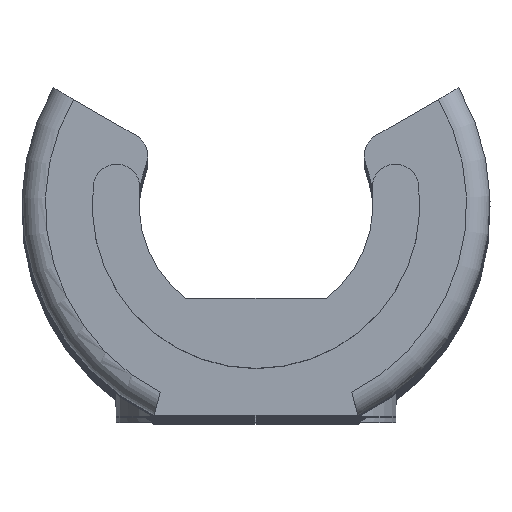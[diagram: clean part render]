
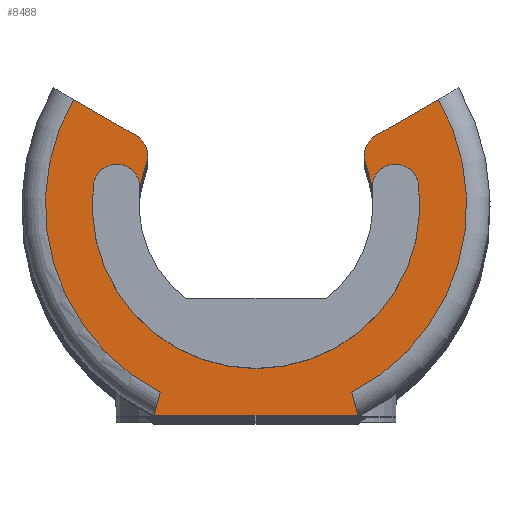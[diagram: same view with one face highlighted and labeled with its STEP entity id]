
A CAD part, top view. The second image highlights one B-rep face of the part: STEP entity #8488.
In plain terms, the highlighted planar face has unit normal (0, 0, 1).
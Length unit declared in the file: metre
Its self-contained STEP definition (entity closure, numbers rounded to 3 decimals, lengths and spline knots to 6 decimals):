
#232=PLANE('',#9387);
#594=FACE_OUTER_BOUND('',#1069,.T.);
#1069=EDGE_LOOP('',(#7015,#7016,#7017,#7018,#7019,#7020,#7021,#7022,#7023,
#7024,#7025,#7026,#7027,#7028));
#1768=LINE('',#14911,#2364);
#1771=LINE('',#14928,#2367);
#1781=LINE('',#14987,#2377);
#1785=LINE('',#14994,#2381);
#1787=LINE('',#15002,#2383);
#2364=VECTOR('',#11507,1.);
#2367=VECTOR('',#11512,1.);
#2377=VECTOR('',#11552,1.);
#2381=VECTOR('',#11558,1.);
#2383=VECTOR('',#11566,1.);
#2621=CIRCLE('',#8740,0.005);
#2656=CIRCLE('',#8810,0.005);
#2963=CIRCLE('',#9366,0.001);
#2965=CIRCLE('',#9369,0.001);
#2968=CIRCLE('',#9373,0.001);
#2970=CIRCLE('',#9376,0.001);
#2977=CIRCLE('',#9388,0.007);
#2978=CIRCLE('',#9389,0.009);
#2979=CIRCLE('',#9390,0.009);
#3277=VERTEX_POINT('',#12765);
#3278=VERTEX_POINT('',#12767);
#3365=VERTEX_POINT('',#13137);
#3366=VERTEX_POINT('',#13139);
#3775=VERTEX_POINT('',#14898);
#3777=VERTEX_POINT('',#14910);
#3779=VERTEX_POINT('',#14915);
#3780=VERTEX_POINT('',#14926);
#3787=VERTEX_POINT('',#14962);
#3789=VERTEX_POINT('',#14968);
#3792=VERTEX_POINT('',#14976);
#3794=VERTEX_POINT('',#14982);
#3796=VERTEX_POINT('',#14993);
#3799=VERTEX_POINT('',#15001);
#4136=EDGE_CURVE('',#3277,#3278,#2621,.F.);
#4243=EDGE_CURVE('',#3365,#3366,#2656,.F.);
#4898=EDGE_CURVE('',#3775,#3777,#1768,.T.);
#4902=EDGE_CURVE('',#3780,#3779,#1771,.T.);
#4909=EDGE_CURVE('',#3277,#3787,#2963,.F.);
#4912=EDGE_CURVE('',#3789,#3366,#2965,.F.);
#4916=EDGE_CURVE('',#3792,#3278,#2968,.T.);
#4920=EDGE_CURVE('',#3365,#3794,#2970,.T.);
#4922=EDGE_CURVE('',#3777,#3780,#1781,.T.);
#4926=EDGE_CURVE('',#3796,#3789,#1785,.T.);
#4930=EDGE_CURVE('',#3799,#3787,#1787,.T.);
#4937=EDGE_CURVE('',#3792,#3794,#2977,.T.);
#4938=EDGE_CURVE('',#3799,#3779,#2978,.F.);
#4939=EDGE_CURVE('',#3775,#3796,#2979,.F.);
#7015=ORIENTED_EDGE('',*,*,#4920,.T.);
#7016=ORIENTED_EDGE('',*,*,#4937,.F.);
#7017=ORIENTED_EDGE('',*,*,#4916,.T.);
#7018=ORIENTED_EDGE('',*,*,#4136,.F.);
#7019=ORIENTED_EDGE('',*,*,#4909,.T.);
#7020=ORIENTED_EDGE('',*,*,#4930,.F.);
#7021=ORIENTED_EDGE('',*,*,#4938,.T.);
#7022=ORIENTED_EDGE('',*,*,#4902,.F.);
#7023=ORIENTED_EDGE('',*,*,#4922,.F.);
#7024=ORIENTED_EDGE('',*,*,#4898,.F.);
#7025=ORIENTED_EDGE('',*,*,#4939,.T.);
#7026=ORIENTED_EDGE('',*,*,#4926,.T.);
#7027=ORIENTED_EDGE('',*,*,#4912,.T.);
#7028=ORIENTED_EDGE('',*,*,#4243,.F.);
#8488=ADVANCED_FACE('',(#594),#232,.F.);
#8740=AXIS2_PLACEMENT_3D('',#12768,#9927,#9928);
#8810=AXIS2_PLACEMENT_3D('',#13140,#10111,#10112);
#9366=AXIS2_PLACEMENT_3D('',#14963,#11523,#11524);
#9369=AXIS2_PLACEMENT_3D('',#14969,#11530,#11531);
#9373=AXIS2_PLACEMENT_3D('',#14977,#11539,#11540);
#9376=AXIS2_PLACEMENT_3D('',#14984,#11547,#11548);
#9387=AXIS2_PLACEMENT_3D('',#15013,#11579,#11580);
#9388=AXIS2_PLACEMENT_3D('',#15014,#11581,#11582);
#9389=AXIS2_PLACEMENT_3D('',#15015,#11583,#11584);
#9390=AXIS2_PLACEMENT_3D('',#15016,#11585,#11586);
#9927=DIRECTION('center_axis',(0.,0.,-1.));
#9928=DIRECTION('ref_axis',(-1.,0.,0.));
#10111=DIRECTION('center_axis',(0.,0.,-1.));
#10112=DIRECTION('ref_axis',(-1.,0.,0.));
#11507=DIRECTION('',(0.262,-0.965,0.));
#11512=DIRECTION('',(0.262,0.965,0.));
#11523=DIRECTION('center_axis',(0.,0.,-1.));
#11524=DIRECTION('ref_axis',(-1.,0.,0.));
#11530=DIRECTION('center_axis',(0.,0.,-1.));
#11531=DIRECTION('ref_axis',(-1.,0.,0.));
#11539=DIRECTION('center_axis',(0.,0.,-1.));
#11540=DIRECTION('ref_axis',(-1.,0.,0.));
#11547=DIRECTION('center_axis',(0.,0.,-1.));
#11548=DIRECTION('ref_axis',(-1.,0.,0.));
#11552=DIRECTION('',(-1.,0.,0.));
#11558=DIRECTION('',(-0.866,-0.5,0.));
#11566=DIRECTION('',(0.866,-0.5,0.));
#11579=DIRECTION('center_axis',(0.,0.,-1.));
#11580=DIRECTION('ref_axis',(-1.,0.,0.));
#11581=DIRECTION('center_axis',(0.,0.,1.));
#11582=DIRECTION('ref_axis',(1.,0.,0.));
#11583=DIRECTION('center_axis',(0.,0.,-1.));
#11584=DIRECTION('ref_axis',(-1.,0.,0.));
#11585=DIRECTION('center_axis',(0.,0.,-1.));
#11586=DIRECTION('ref_axis',(-1.,0.,0.));
#12765=CARTESIAN_POINT('',(-0.004686,0.011743,-0.005));
#12767=CARTESIAN_POINT('',(-0.004964,0.010603,-0.005));
#12768=CARTESIAN_POINT('Origin',(0.,0.01,-0.005));
#13137=CARTESIAN_POINT('',(0.004964,0.010603,-0.005));
#13139=CARTESIAN_POINT('',(0.004686,0.011743,-0.005));
#13140=CARTESIAN_POINT('Origin',(0.,0.01,-0.005));
#14898=CARTESIAN_POINT('',(0.004092,0.001984,-0.005));
#14910=CARTESIAN_POINT('',(0.004359,0.001,-0.005));
#14911=CARTESIAN_POINT('',(0.003679,0.0035,-0.005));
#14915=CARTESIAN_POINT('',(-0.004092,0.001984,-0.005));
#14926=CARTESIAN_POINT('',(-0.004359,0.001,-0.005));
#14928=CARTESIAN_POINT('',(-0.003679,0.0035,-0.005));
#14962=CARTESIAN_POINT('',(-0.005123,0.012958,-0.005));
#14963=CARTESIAN_POINT('Origin',(-0.005623,0.012092,
-0.005));
#14968=CARTESIAN_POINT('',(0.005123,0.012958,-0.005));
#14969=CARTESIAN_POINT('Origin',(0.005623,0.012092,
-0.005));
#14976=CARTESIAN_POINT('',(-0.006949,0.010844,-0.005));
#14977=CARTESIAN_POINT('Origin',(-0.005956,0.010724,
-0.005));
#14982=CARTESIAN_POINT('',(0.006949,0.010844,-0.005));
#14984=CARTESIAN_POINT('Origin',(0.005956,0.010724,
-0.005));
#14987=CARTESIAN_POINT('',(0.,0.001,-0.005));
#14993=CARTESIAN_POINT('',(0.007794,0.0145,-0.005));
#14994=CARTESIAN_POINT('',(0.007361,0.01425,-0.005));
#15001=CARTESIAN_POINT('',(-0.007794,0.0145,-0.005));
#15002=CARTESIAN_POINT('',(-0.007361,0.01425,-0.005));
#15013=CARTESIAN_POINT('Origin',(-0.007361,0.01425,-0.005));
#15014=CARTESIAN_POINT('Origin',(0.,0.01,-0.005));
#15015=CARTESIAN_POINT('Origin',(0.,0.01,-0.005));
#15016=CARTESIAN_POINT('Origin',(0.,0.01,-0.005));
